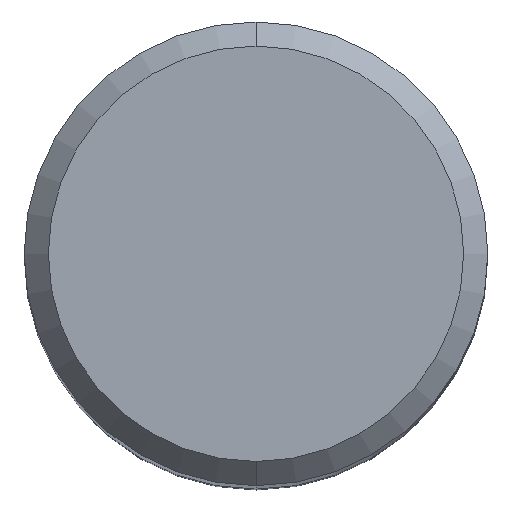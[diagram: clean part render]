
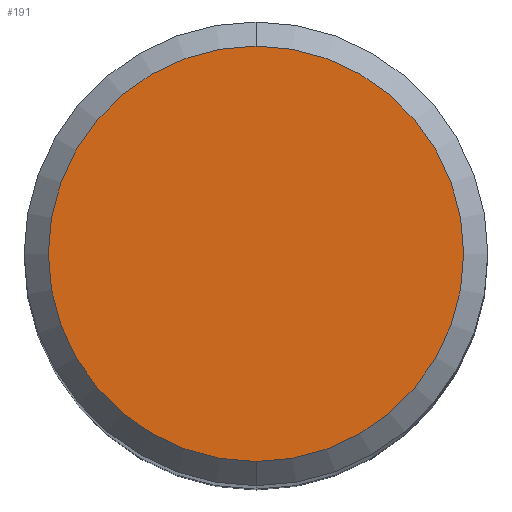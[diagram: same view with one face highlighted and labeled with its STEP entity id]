
A CAD part, top view. The second image highlights one B-rep face of the part: STEP entity #191.
In plain terms, the highlighted planar face has unit normal (0, 0, 1).
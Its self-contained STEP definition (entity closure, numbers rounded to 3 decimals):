
#167=EDGE_CURVE('',#275,#185,#402,.T.);
#181=EDGE_CURVE('',#185,#275,#418,.T.);
#185=VERTEX_POINT('',#422);
#191=ADVANCED_FACE('',(#428),#429,.T.);
#275=VERTEX_POINT('',#527);
#402=CIRCLE('',#666,4.3);
#418=CIRCLE('',#690,4.3);
#422=CARTESIAN_POINT('',(0.,-4.3,0.));
#428=FACE_OUTER_BOUND('',#702,.T.);
#429=PLANE('',#703);
#527=CARTESIAN_POINT('',(0.0,4.3,0.));
#666=AXIS2_PLACEMENT_3D('',#984,#985,#986);
#690=AXIS2_PLACEMENT_3D('',#1009,#1010,#1011);
#702=EDGE_LOOP('',(#1019,#1020));
#703=AXIS2_PLACEMENT_3D('',#1021,#1022,#1023);
#984=CARTESIAN_POINT('',(0.0,0.0,0.));
#985=DIRECTION('',(0.0,0.0,-1.0));
#986=DIRECTION('',(0.0,1.0,0.0));
#1009=CARTESIAN_POINT('',(0.0,0.0,0.));
#1010=DIRECTION('',(0.0,0.0,-1.0));
#1011=DIRECTION('',(0.0,1.0,0.0));
#1019=ORIENTED_EDGE('',*,*,#167,.F.);
#1020=ORIENTED_EDGE('',*,*,#181,.F.);
#1021=CARTESIAN_POINT('',(0.0,2.15,0.));
#1022=DIRECTION('',(-0.0,0.0,1.0));
#1023=DIRECTION('',(0.0,-1.0,0.0));
